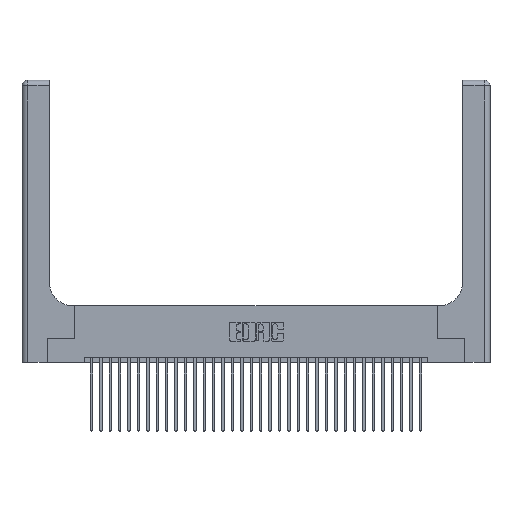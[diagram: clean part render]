
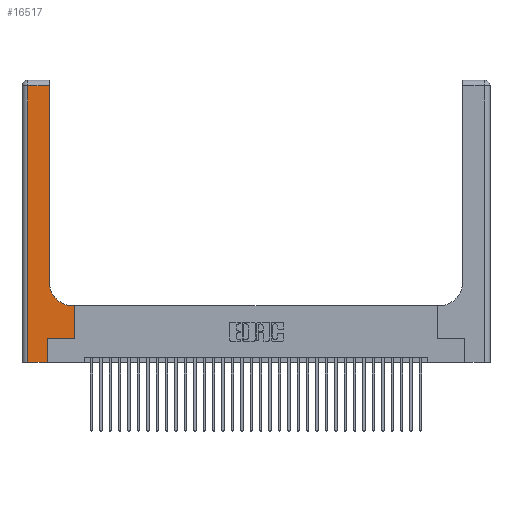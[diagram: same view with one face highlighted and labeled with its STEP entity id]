
A CAD part, top view. The second image highlights one B-rep face of the part: STEP entity #16517.
In plain terms, the highlighted planar face has unit normal (0, 0, 1).
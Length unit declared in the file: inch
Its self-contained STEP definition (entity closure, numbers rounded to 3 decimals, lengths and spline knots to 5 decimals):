
#410 = CARTESIAN_POINT ( 'NONE',  ( 0., 3., 0.37 ) ) ;
#772 = EDGE_CURVE ( 'NONE', #14988, #23108, #20521, .T. ) ;
#881 = LINE ( 'NONE', #19114, #7109 ) ;
#1486 = CARTESIAN_POINT ( 'NONE',  ( 0., 2.94, 0.37 ) ) ;
#2358 = CARTESIAN_POINT ( 'NONE',  ( 0.06, 3., 0.37 ) ) ;
#3282 = CARTESIAN_POINT ( 'NONE',  ( 0.06, 2.94, 0.37 ) ) ;
#3683 = ORIENTED_EDGE ( 'NONE', *, *, #12889, .T. ) ;
#3719 = LINE ( 'NONE', #15298, #9922 ) ;
#3751 = CARTESIAN_POINT ( 'NONE',  ( 0.2915, 0.6, 0.37 ) ) ;
#3903 = EDGE_CURVE ( 'NONE', #16347, #7201, #28249, .T. ) ;
#3944 = LINE ( 'NONE', #2358, #31220 ) ;
#4011 = EDGE_CURVE ( 'NONE', #32912, #14988, #7156, .T. ) ;
#4153 = DIRECTION ( 'NONE',  ( -1., 0., 0. ) ) ;
#4497 = ORIENTED_EDGE ( 'NONE', *, *, #4011, .T. ) ;
#4906 = ORIENTED_EDGE ( 'NONE', *, *, #18104, .T. ) ;
#5364 = LINE ( 'NONE', #31260, #22274 ) ;
#5918 = VECTOR ( 'NONE', #11231, 39.37008 ) ;
#6343 = VECTOR ( 'NONE', #32475, 39.37008 ) ;
#6714 = CARTESIAN_POINT ( 'NONE',  ( 0.2915, 2.94, 0.37 ) ) ;
#7109 = VECTOR ( 'NONE', #11189, 39.37008 ) ;
#7156 = CIRCLE ( 'NONE', #26020, 0.25 ) ;
#7201 = VERTEX_POINT ( 'NONE', #18666 ) ;
#7573 = DIRECTION ( 'NONE',  ( 0., 1., 0. ) ) ;
#7680 = DIRECTION ( 'NONE',  ( 0., -1., 0. ) ) ;
#8196 = DIRECTION ( 'NONE',  ( 0., 0., -1. ) ) ;
#8680 = CARTESIAN_POINT ( 'NONE',  ( 0.269, 0., 0.37 ) ) ;
#9886 = ORIENTED_EDGE ( 'NONE', *, *, #12849, .T. ) ;
#9922 = VECTOR ( 'NONE', #10130, 39.37008 ) ;
#9995 = EDGE_CURVE ( 'NONE', #30034, #32912, #27005, .T. ) ;
#10130 = DIRECTION ( 'NONE',  ( 1., 0., 0. ) ) ;
#10680 = EDGE_CURVE ( 'NONE', #26274, #16347, #881, .T. ) ;
#11189 = DIRECTION ( 'NONE',  ( 1., 0., 0. ) ) ;
#11231 = DIRECTION ( 'NONE',  ( -1., 0., 0. ) ) ;
#12455 = VERTEX_POINT ( 'NONE', #16330 ) ;
#12849 = EDGE_CURVE ( 'NONE', #7201, #12455, #3719, .T. ) ;
#12889 = EDGE_CURVE ( 'NONE', #12455, #30034, #5364, .T. ) ;
#13261 = CARTESIAN_POINT ( 'NONE',  ( 0.5415, 0.6, 0.37 ) ) ;
#13508 = VECTOR ( 'NONE', #21874, 39.37008 ) ;
#13730 = DIRECTION ( 'NONE',  ( -1., 0., 0. ) ) ;
#14988 = VERTEX_POINT ( 'NONE', #18792 ) ;
#15220 = ORIENTED_EDGE ( 'NONE', *, *, #3903, .T. ) ;
#15298 = CARTESIAN_POINT ( 'NONE',  ( 0.269, 0.25, 0.37 ) ) ;
#16330 = CARTESIAN_POINT ( 'NONE',  ( 0.5585, 0.25, 0.37 ) ) ;
#16347 = VERTEX_POINT ( 'NONE', #31418 ) ;
#16517 = ADVANCED_FACE ( 'NONE', ( #25888 ), #26902, .F. ) ;
#17032 = EDGE_CURVE ( 'NONE', #27499, #26274, #3944, .T. ) ;
#17683 = ORIENTED_EDGE ( 'NONE', *, *, #9995, .T. ) ;
#18104 = EDGE_CURVE ( 'NONE', #23108, #27499, #20779, .T. ) ;
#18666 = CARTESIAN_POINT ( 'NONE',  ( 0.269, 0.25, 0.37 ) ) ;
#18792 = CARTESIAN_POINT ( 'NONE',  ( 0.2915, 0.85, 0.37 ) ) ;
#19114 = CARTESIAN_POINT ( 'NONE',  ( 0., 0., 0.37 ) ) ;
#19755 = ORIENTED_EDGE ( 'NONE', *, *, #17032, .T. ) ;
#20521 = LINE ( 'NONE', #23054, #13508 ) ;
#20602 = CARTESIAN_POINT ( 'NONE',  ( 0.5585, 0.6, 0.37 ) ) ;
#20779 = LINE ( 'NONE', #1486, #27839 ) ;
#21874 = DIRECTION ( 'NONE',  ( 0., 1., 0. ) ) ;
#22274 = VECTOR ( 'NONE', #7573, 39.37008 ) ;
#23054 = CARTESIAN_POINT ( 'NONE',  ( 0.2915, 3., 0.37 ) ) ;
#23108 = VERTEX_POINT ( 'NONE', #6714 ) ;
#24020 = CARTESIAN_POINT ( 'NONE',  ( 0.5415, 0.85, 0.37 ) ) ;
#25150 = ORIENTED_EDGE ( 'NONE', *, *, #772, .T. ) ;
#25888 = FACE_OUTER_BOUND ( 'NONE', #30518, .T. ) ;
#26020 = AXIS2_PLACEMENT_3D ( 'NONE', #24020, #8196, #26691 ) ;
#26059 = AXIS2_PLACEMENT_3D ( 'NONE', #410, #29545, #13730 ) ;
#26274 = VERTEX_POINT ( 'NONE', #29221 ) ;
#26691 = DIRECTION ( 'NONE',  ( 1., 0., 0. ) ) ;
#26902 = PLANE ( 'NONE',  #26059 ) ;
#27005 = LINE ( 'NONE', #3751, #5918 ) ;
#27499 = VERTEX_POINT ( 'NONE', #3282 ) ;
#27839 = VECTOR ( 'NONE', #4153, 39.37008 ) ;
#28249 = LINE ( 'NONE', #8680, #6343 ) ;
#28476 = ORIENTED_EDGE ( 'NONE', *, *, #10680, .T. ) ;
#29221 = CARTESIAN_POINT ( 'NONE',  ( 0.06, 0., 0.37 ) ) ;
#29545 = DIRECTION ( 'NONE',  ( 0., 0., -1. ) ) ;
#30034 = VERTEX_POINT ( 'NONE', #20602 ) ;
#30518 = EDGE_LOOP ( 'NONE', ( #25150, #4906, #19755, #28476, #15220, #9886, #3683, #17683, #4497 ) ) ;
#31220 = VECTOR ( 'NONE', #7680, 39.37008 ) ;
#31260 = CARTESIAN_POINT ( 'NONE',  ( 0.5585, 0.25, 0.37 ) ) ;
#31418 = CARTESIAN_POINT ( 'NONE',  ( 0.269, 0., 0.37 ) ) ;
#32475 = DIRECTION ( 'NONE',  ( 0., 1., 0. ) ) ;
#32912 = VERTEX_POINT ( 'NONE', #13261 ) ;
